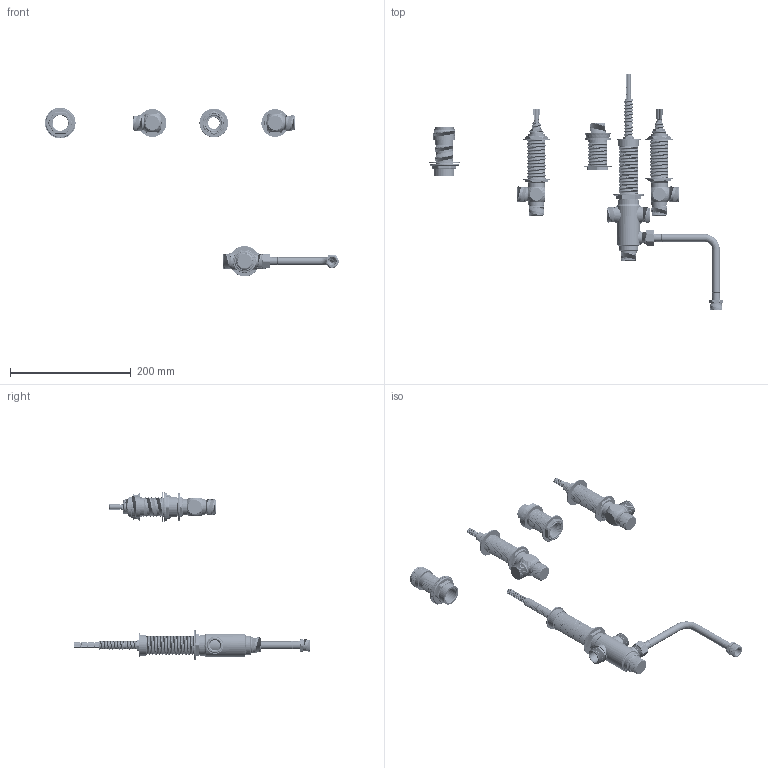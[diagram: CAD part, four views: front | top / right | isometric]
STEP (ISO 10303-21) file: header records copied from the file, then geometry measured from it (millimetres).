
FILE_DESCRIPTION((''),'2;1');
FILE_NAME('1-503_ASM','2021-05-14T11:21:28',('rsmith'),(''),'CREO PARAMETRIC BY PTC INC, 2018400','CREO PARAMETRIC BY PTC INC, 2018400','');
FILE_SCHEMA(('AUTOMOTIVE_DESIGN { 1 0 10303 214 1 1 1 1 }'));
Length unit declared in the file: inch
Products named in the file (36): 10173; 91083; 10172; 10174; 1-016_ASM; 1-017; 1-004; 1-552_ASM; 10529; 1-602_ASM; 1-003; 1-553_ASM; 1-603_ASM; 50307; 91182; 91180; 50308; 91181; 91179; 5-011_ASM; 3-2MD201-03_35_1; 3-2MD400-01-PH; 1-377_ASM; 12772; 12773; 12774; 12775; 11349; 11355; 1-714-1_ASM; 1-714_ASM; MANIFOLD_SOLID_BREP_102717_0; MANIFOLD_SOLID_BREP_104149; MANIFOLD_SOLID_BREP_103827; 12302-XX61_ASM; 1-503_ASM
Assembly tree (40 placements, depth 5):
  1-503_ASM
    1-016_ASM
      10173
      91083  x2
      10172
      10174
    1-602_ASM
      1-552_ASM
        1-017
        1-004
      10529  x2
    1-603_ASM
      1-553_ASM
        1-017
        1-003
      10529  x2
    5-011_ASM
      50307
      91182
      91180
      50308
      91181
      91179
    1-714_ASM
      1-714-1_ASM
        1-377_ASM
          3-2MD201-03_35_1
          3-2MD400-01-PH
        12772
        12773
        12774
        12775
        11349
        11355
    12302-XX61_ASM
      MANIFOLD_SOLID_BREP_102717_0
      MANIFOLD_SOLID_BREP_104149
      MANIFOLD_SOLID_BREP_103827
Bounding box: 486.54 x 391.27 x 279 mm (x, y, z)
Volume: 531461.4 mm3; surface area: 234621.9 mm2
Topology: 34 solids, 34 shells, 4022 faces, 11036 edges, 7197 vertices
Faces by surface type: cylinder 1674, plane 904, cone 589, bspline 554, extrusion 239, torus 58, sphere 4
Entity records: 322852 total; most frequent: CARTESIAN_POINT 186581, ORIENTED_EDGE 20026, DIRECTION 14548, PRESENTATION_STYLE_ASSIGNMENT 12453, STYLED_ITEM 12370, EDGE_CURVE 10013, CURVE_STYLE 9749, VERTEX_POINT 6536
